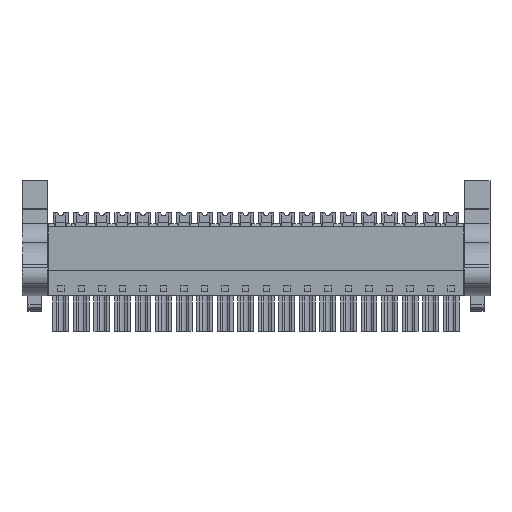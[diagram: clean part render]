
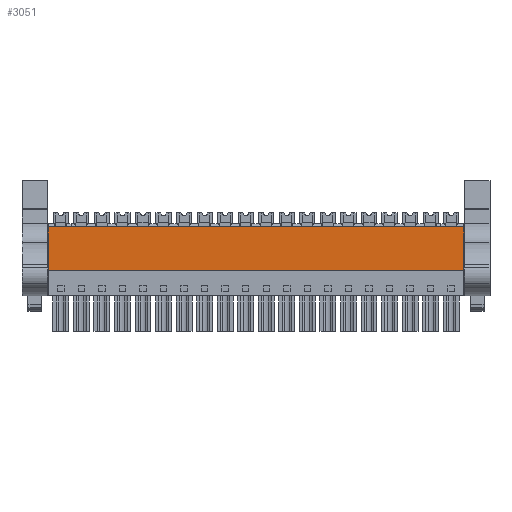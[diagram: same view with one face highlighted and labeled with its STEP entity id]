
A CAD part, front view. The second image highlights one B-rep face of the part: STEP entity #3051.
In plain terms, the highlighted planar face has unit normal (0, -1, 0).
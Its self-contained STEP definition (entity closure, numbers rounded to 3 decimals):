
#3031=AXIS2_PLACEMENT_3D('Plane Axis2P3D',#3028,#3029,#3030) ;
#77=CARTESIAN_POINT('Vertex',(4.9,2.029,11.25)) ;
#80=CARTESIAN_POINT('Line Origine',(4.9,2.029,13.3)) ;
#84=CARTESIAN_POINT('Vertex',(4.9,2.029,19.4)) ;
#3013=CARTESIAN_POINT('Vertex',(81.89,2.029,11.25)) ;
#3016=CARTESIAN_POINT('Line Origine',(43.395,2.029,11.25)) ;
#3028=CARTESIAN_POINT('Axis2P3D Location',(65.76,2.029,19.4)) ;
#3033=CARTESIAN_POINT('Line Origine',(81.89,2.029,15.325)) ;
#3037=CARTESIAN_POINT('Vertex',(81.89,2.029,19.4)) ;
#3040=CARTESIAN_POINT('Line Origine',(43.395,2.029,19.4)) ;
#81=DIRECTION('Vector Direction',(0.,0.,1.)) ;
#3017=DIRECTION('Vector Direction',(1.,0.,0.)) ;
#3029=DIRECTION('Axis2P3D Direction',(0.,-1.,0.)) ;
#3030=DIRECTION('Axis2P3D XDirection',(0.,0.,-1.)) ;
#3034=DIRECTION('Vector Direction',(0.,0.,-1.)) ;
#3041=DIRECTION('Vector Direction',(1.,0.,0.)) ;
#82=VECTOR('Line Direction',#81,1.) ;
#3018=VECTOR('Line Direction',#3017,1.) ;
#3035=VECTOR('Line Direction',#3034,1.) ;
#3042=VECTOR('Line Direction',#3041,1.) ;
#3046=ORIENTED_EDGE('',*,*,#3020,.T.) ;
#3047=ORIENTED_EDGE('',*,*,#3039,.F.) ;
#3048=ORIENTED_EDGE('',*,*,#3044,.F.) ;
#3049=ORIENTED_EDGE('',*,*,#86,.F.) ;
#3051=ADVANCED_FACE('HOUSING',(#3050),#3032,.T.) ;
#86=EDGE_CURVE('',#78,#85,#83,.T.) ;
#3020=EDGE_CURVE('',#78,#3014,#3019,.T.) ;
#3039=EDGE_CURVE('',#3038,#3014,#3036,.T.) ;
#3044=EDGE_CURVE('',#85,#3038,#3043,.T.) ;
#3045=EDGE_LOOP('',(#3046,#3047,#3048,#3049)) ;
#3050=FACE_OUTER_BOUND('',#3045,.T.) ;
#83=LINE('Line',#80,#82) ;
#3019=LINE('Line',#3016,#3018) ;
#3036=LINE('Line',#3033,#3035) ;
#3043=LINE('Line',#3040,#3042) ;
#3032=PLANE('',#3031) ;
#78=VERTEX_POINT('',#77) ;
#85=VERTEX_POINT('',#84) ;
#3014=VERTEX_POINT('',#3013) ;
#3038=VERTEX_POINT('',#3037) ;
